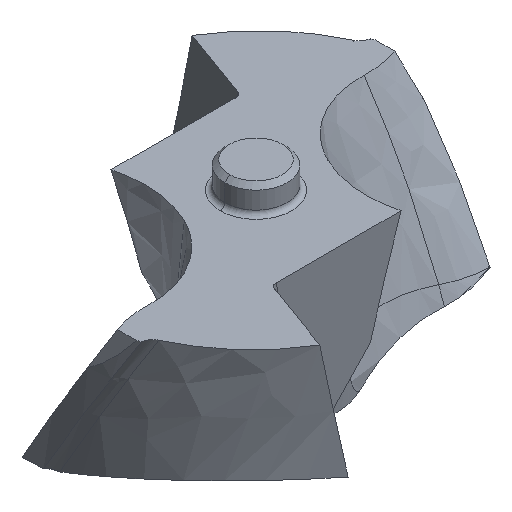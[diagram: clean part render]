
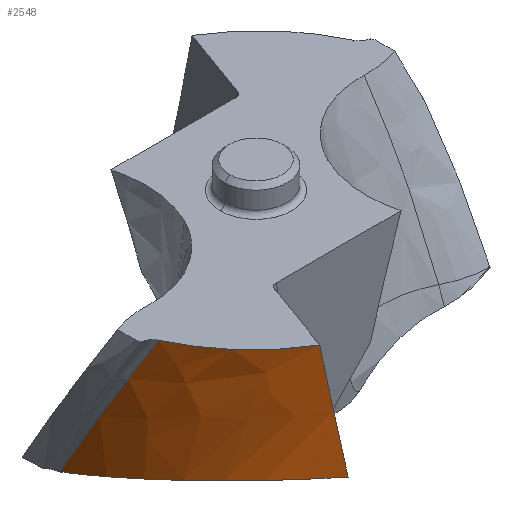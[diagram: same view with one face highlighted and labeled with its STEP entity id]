
A CAD part, isometric view. The second image highlights one B-rep face of the part: STEP entity #2548.
In plain terms, the highlighted free-form (B-spline) face has degree [3, 3] with [7, 5] control points.
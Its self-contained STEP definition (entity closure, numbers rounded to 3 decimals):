
#174=CARTESIAN_POINT('',(-3.255,-5.288,
0.));
#175=CARTESIAN_POINT('',(-3.694,-5.026,
0.));
#176=CARTESIAN_POINT('',(-4.671,-4.265,
0.));
#177=CARTESIAN_POINT('',(-5.384,-3.24,
0.));
#178=CARTESIAN_POINT('',(-5.685,-2.588,
0.));
#782=CARTESIAN_POINT('',(-6.25,-0.005,
-4.643));
#789=CARTESIAN_POINT('',(-2.653,-5.587,
-3.79));
#790=CARTESIAN_POINT('',(-2.743,-5.545,
-3.774));
#791=CARTESIAN_POINT('',(-2.922,-5.457,
-3.743));
#792=CARTESIAN_POINT('',(-3.182,-5.314,
-3.704));
#793=CARTESIAN_POINT('',(-3.433,-5.16,
-3.672));
#794=CARTESIAN_POINT('',(-3.675,-4.996,
-3.648));
#795=CARTESIAN_POINT('',(-3.907,-4.822,
-3.63));
#796=CARTESIAN_POINT('',(-4.129,-4.639,
-3.62));
#797=CARTESIAN_POINT('',(-4.341,-4.447,
-3.617));
#798=CARTESIAN_POINT('',(-4.543,-4.247,
-3.622));
#799=CARTESIAN_POINT('',(-4.736,-4.038,
-3.633));
#800=CARTESIAN_POINT('',(-4.918,-3.819,
-3.651));
#801=CARTESIAN_POINT('',(-5.091,-3.592,
-3.676));
#802=CARTESIAN_POINT('',(-5.254,-3.357,
-3.708));
#803=CARTESIAN_POINT('',(-5.405,-3.114,
-3.747));
#804=CARTESIAN_POINT('',(-5.545,-2.864,
-3.793));
#805=CARTESIAN_POINT('',(-5.674,-2.606,
-3.846));
#806=CARTESIAN_POINT('',(-5.791,-2.342,
-3.905));
#807=CARTESIAN_POINT('',(-5.895,-2.072,
-3.972));
#808=CARTESIAN_POINT('',(-5.986,-1.796,
-4.046));
#809=CARTESIAN_POINT('',(-6.065,-1.512,
-4.127));
#810=CARTESIAN_POINT('',(-6.132,-1.22,
-4.216));
#811=CARTESIAN_POINT('',(-6.184,-0.923,
-4.312));
#812=CARTESIAN_POINT('',(-6.222,-0.621,
-4.415));
#813=CARTESIAN_POINT('',(-6.245,-0.315,
-4.525));
#814=CARTESIAN_POINT('',(-6.25,-0.109,
-4.603));
#815=CARTESIAN_POINT('',(-6.25,-0.005,
-4.643));
#817=CARTESIAN_POINT('',(-6.25,-0.005,
-4.643));
#818=CARTESIAN_POINT('',(-6.251,-0.509,
-3.734));
#819=CARTESIAN_POINT('',(-6.142,-1.384,
-2.186));
#820=CARTESIAN_POINT('',(-5.841,-2.242,
-0.639));
#821=CARTESIAN_POINT('',(-5.685,-2.588,
0.));
#823=CARTESIAN_POINT('',(-3.255,-5.288,
0.));
#824=CARTESIAN_POINT('',(-3.221,-5.299,
-0.203));
#825=CARTESIAN_POINT('',(-3.155,-5.32,
-0.597));
#826=CARTESIAN_POINT('',(-3.062,-5.353,
-1.151));
#827=CARTESIAN_POINT('',(-2.977,-5.387,
-1.671));
#828=CARTESIAN_POINT('',(-2.9,-5.423,
-2.151));
#829=CARTESIAN_POINT('',(-2.804,-5.475,
-2.764));
#830=CARTESIAN_POINT('',(-2.725,-5.529,
-3.294));
#831=CARTESIAN_POINT('',(-2.676,-5.568,
-3.63));
#832=CARTESIAN_POINT('',(-2.653,-5.587,
-3.79));
#992=CARTESIAN_POINT('',(-3.255,-5.288,
0.));
#993=VERTEX_POINT('',#992);
#994=VERTEX_POINT('',#178);
#1027=VERTEX_POINT('',#782);
#1028=VERTEX_POINT('',#789);
#2505=CARTESIAN_POINT('',(-2.922,-5.52,
-4.69));
#2506=CARTESIAN_POINT('',(-2.544,-5.64,
-3.765));
#2507=CARTESIAN_POINT('',(-1.783,-5.866,
-2.187));
#2508=CARTESIAN_POINT('',(-0.822,-6.073,
-0.609));
#2509=CARTESIAN_POINT('',(-0.391,-6.15,
0.044));
#2510=CARTESIAN_POINT('',(-2.986,-5.486,
-4.69));
#2511=CARTESIAN_POINT('',(-2.609,-5.613,
-3.765));
#2512=CARTESIAN_POINT('',(-1.851,-5.848,
-2.187));
#2513=CARTESIAN_POINT('',(-0.892,-6.066,
-0.609));
#2514=CARTESIAN_POINT('',(-0.463,-6.147,
0.044));
#2515=CARTESIAN_POINT('',(-3.69,-5.099,
-4.69));
#2516=CARTESIAN_POINT('',(-3.33,-5.291,
-3.765));
#2517=CARTESIAN_POINT('',(-2.599,-5.64,
-2.187));
#2518=CARTESIAN_POINT('',(-1.669,-5.97,
-0.609));
#2519=CARTESIAN_POINT('',(-1.251,-6.097,
0.044));
#2520=CARTESIAN_POINT('',(-4.885,-4.1,
-4.69));
#2521=CARTESIAN_POINT('',(-4.581,-4.412,
-3.765));
#2522=CARTESIAN_POINT('',(-3.946,-4.963,
-2.187));
#2523=CARTESIAN_POINT('',(-3.112,-5.497,
-0.609));
#2524=CARTESIAN_POINT('',(-2.734,-5.708,
0.044));
#2525=CARTESIAN_POINT('',(-6.009,-2.152,
-4.69));
#2526=CARTESIAN_POINT('',(-5.841,-2.598,
-3.765));
#2527=CARTESIAN_POINT('',(-5.436,-3.378,
-2.187));
#2528=CARTESIAN_POINT('',(-4.832,-4.14,
-0.609));
#2529=CARTESIAN_POINT('',(-4.55,-4.446,
0.044));
#2530=CARTESIAN_POINT('',(-6.26,-0.665,
-4.69));
#2531=CARTESIAN_POINT('',(-6.207,-1.164,
-3.765));
#2532=CARTESIAN_POINT('',(-6.002,-2.033,
-2.187));
#2533=CARTESIAN_POINT('',(-5.597,-2.883,
-0.609));
#2534=CARTESIAN_POINT('',(-5.396,-3.227,
0.044));
#2535=CARTESIAN_POINT('',(-6.25,0.088,
-4.69));
#2536=CARTESIAN_POINT('',(-6.259,-0.426,
-3.765));
#2537=CARTESIAN_POINT('',(-6.158,-1.321,
-2.187));
#2538=CARTESIAN_POINT('',(-5.858,-2.198,
-0.609));
#2539=CARTESIAN_POINT('',(-5.701,-2.552,
0.044));
#2540=B_SPLINE_SURFACE_WITH_KNOTS('',3,3,((#2505,#2506,#2507,#2508,#2509),
(#2510,#2511,#2512,#2513,#2514),(#2515,#2516,#2517,#2518,#2519),(#2520,#2521,
#2522,#2523,#2524),(#2525,#2526,#2527,#2528,#2529),(#2530,#2531,#2532,#2533,
#2534),(#2535,#2536,#2537,#2538,#2539)),.UNSPECIFIED.,.F.,.F.,.F.,(4,1,1,1,4),
(4,1,4),(0.225,0.25,0.5,0.75,1.008),(
0.069,3.272,5.535),.UNSPECIFIED.);
#2541=ORIENTED_EDGE('',*,*,#1727,.T.);
#2542=ORIENTED_EDGE('',*,*,#2492,.T.);
#2543=ORIENTED_EDGE('',*,*,#1320,.F.);
#2545=ORIENTED_EDGE('',*,*,#2544,.T.);
#2546=EDGE_LOOP('',(#2541,#2542,#2543,#2545));
#2547=FACE_OUTER_BOUND('',#2546,.F.);
#179=B_SPLINE_CURVE_WITH_KNOTS('',3,(#174,#175,#176,#177,#178),.UNSPECIFIED.,
.F.,.F.,(4,1,4),(0.,0.416,1.),.UNSPECIFIED.);
#816=B_SPLINE_CURVE_WITH_KNOTS('',3,(#789,#790,#791,#792,#793,#794,#795,#796,
#797,#798,#799,#800,#801,#802,#803,#804,#805,#806,#807,#808,#809,#810,#811,#812,
#813,#814,#815),.UNSPECIFIED.,.F.,.F.,(4,1,1,1,1,1,1,1,1,1,1,1,1,1,1,1,1,1,1,1,
1,1,1,1,4),(0.,0.042,0.083,0.125,0.167,
0.208,0.25,0.292,0.333,0.375,
0.417,0.458,0.5,0.542,0.583,
0.625,0.667,0.708,0.75,0.792,
0.833,0.875,0.917,0.958,1.),
.UNSPECIFIED.);
#822=B_SPLINE_CURVE_WITH_KNOTS('',3,(#817,#818,#819,#820,#821),.UNSPECIFIED.,
.F.,.F.,(4,1,4),(0.,0.587,1.),.UNSPECIFIED.);
#833=B_SPLINE_CURVE_WITH_KNOTS('',3,(#823,#824,#825,#826,#827,#828,#829,#830,
#831,#832),.UNSPECIFIED.,.F.,.F.,(4,1,1,1,1,1,1,4),(0.,0.143,
0.286,0.429,0.571,0.714,
0.857,1.),.UNSPECIFIED.);
#1320=EDGE_CURVE('',#993,#994,#179,.T.);
#1727=EDGE_CURVE('',#1028,#1027,#816,.T.);
#2492=EDGE_CURVE('',#1027,#994,#822,.T.);
#2544=EDGE_CURVE('',#993,#1028,#833,.T.);
#2548=ADVANCED_FACE('',(#2547),#2540,.F.);
